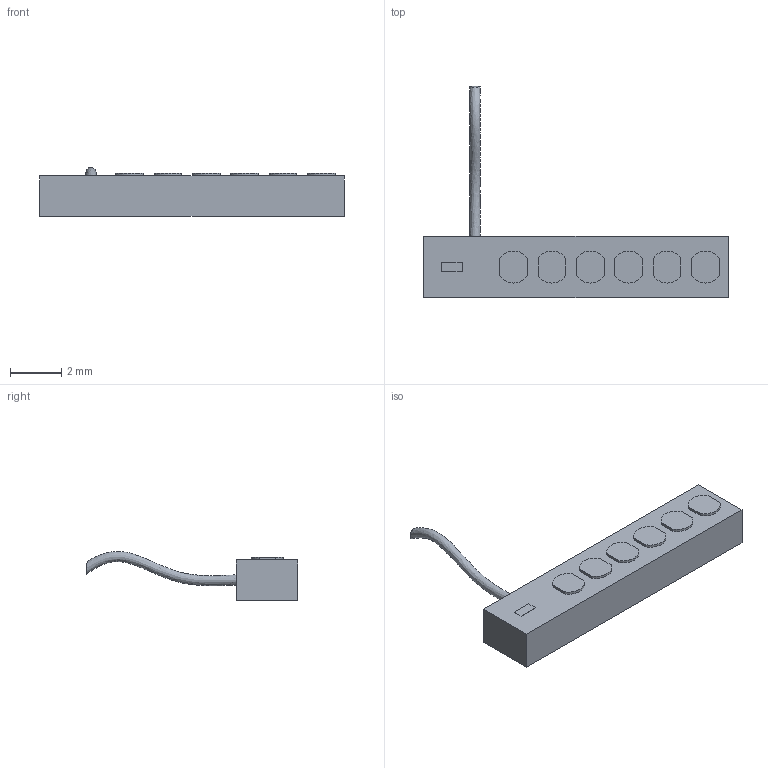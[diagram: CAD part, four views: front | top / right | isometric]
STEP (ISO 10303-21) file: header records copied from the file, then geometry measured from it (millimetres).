
FILE_DESCRIPTION((''),'2;1');
FILE_NAME('13AC7670.stp','2015-07-14T14:06:44',(''),(''),'Mechanical Desktop 2011','Mechanical Desktop 2011',', , ');
FILE_SCHEMA(('CONFIG_CONTROL_DESIGN'));
Length unit declared in the file: millimetre
Products named in the file (1): Product
Bounding box: 11.9 x 8.27 x 1.91 mm (x, y, z)
Volume: 46.2 mm3; surface area: 112.5 mm2
Topology: 1 solids, 1 shells, 44 faces, 101 edges, 67 vertices
Faces by surface type: plane 31, cylinder 12, bspline 1
Entity records: 1638 total; most frequent: CARTESIAN_POINT 523, DIRECTION 211, ORIENTED_EDGE 202, EDGE_CURVE 101, VECTOR 73, LINE 73, AXIS2_PLACEMENT_3D 69, VERTEX_POINT 67
